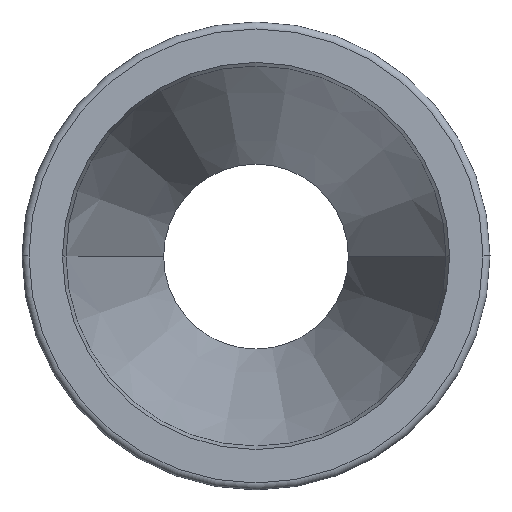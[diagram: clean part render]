
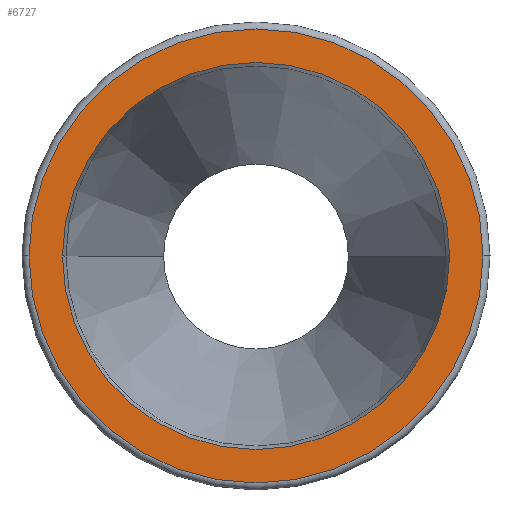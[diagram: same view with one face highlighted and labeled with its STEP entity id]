
A CAD part, top view. The second image highlights one B-rep face of the part: STEP entity #6727.
In plain terms, the highlighted planar face has unit normal (0, 0, 1).
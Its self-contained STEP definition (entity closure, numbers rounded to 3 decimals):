
#2=CARTESIAN_POINT('',(0.,0.,12.5));
#3=DIRECTION('',(0.,0.,-1.));
#4=DIRECTION('',(1.,0.,0.));
#5=AXIS2_PLACEMENT_3D('',#2,#3,#4);
#7=CARTESIAN_POINT('',(0.,0.,12.5));
#8=DIRECTION('',(0.,0.,1.));
#9=DIRECTION('',(1.,0.,0.));
#10=AXIS2_PLACEMENT_3D('',#7,#8,#9);
#12=CARTESIAN_POINT('',(0.,0.,12.5));
#13=DIRECTION('',(0.,0.,-1.));
#14=DIRECTION('',(-1.,0.,0.));
#15=AXIS2_PLACEMENT_3D('',#12,#13,#14);
#17=CARTESIAN_POINT('',(0.,0.,12.5));
#18=DIRECTION('',(0.,0.,-1.));
#19=DIRECTION('',(1.,0.,0.));
#20=AXIS2_PLACEMENT_3D('',#17,#18,#19);
#6010=CARTESIAN_POINT('',(-8.092,0.,12.5));
#6011=CARTESIAN_POINT('',(8.092,0.,12.5));
#6012=VERTEX_POINT('',#6010);
#6013=VERTEX_POINT('',#6011);
#6068=CARTESIAN_POINT('',(6.9,0.,12.5));
#6069=CARTESIAN_POINT('',(-6.9,0.,12.5));
#6070=VERTEX_POINT('',#6068);
#6071=VERTEX_POINT('',#6069);
#6710=CARTESIAN_POINT('',(0.,0.,12.5));
#6711=DIRECTION('',(0.,0.,1.));
#6712=DIRECTION('',(-1.,0.,0.));
#6713=AXIS2_PLACEMENT_3D('',#6710,#6711,#6712);
#6714=PLANE('',#6713);
#6716=ORIENTED_EDGE('',*,*,#6715,.T.);
#6718=ORIENTED_EDGE('',*,*,#6717,.T.);
#6719=EDGE_LOOP('',(#6716,#6718));
#6720=FACE_OUTER_BOUND('',#6719,.F.);
#6722=ORIENTED_EDGE('',*,*,#6721,.F.);
#6724=ORIENTED_EDGE('',*,*,#6723,.T.);
#6725=EDGE_LOOP('',(#6722,#6724));
#6726=FACE_BOUND('',#6725,.F.);
#6727=ADVANCED_FACE('',(#6720,#6726),#6714,.T.);
#6=CIRCLE('',#5,6.9);
#11=CIRCLE('',#10,6.9);
#16=CIRCLE('',#15,8.092);
#21=CIRCLE('',#20,8.092);
#6715=EDGE_CURVE('',#6012,#6013,#16,.T.);
#6717=EDGE_CURVE('',#6013,#6012,#21,.T.);
#6721=EDGE_CURVE('',#6070,#6071,#6,.T.);
#6723=EDGE_CURVE('',#6070,#6071,#11,.T.);
